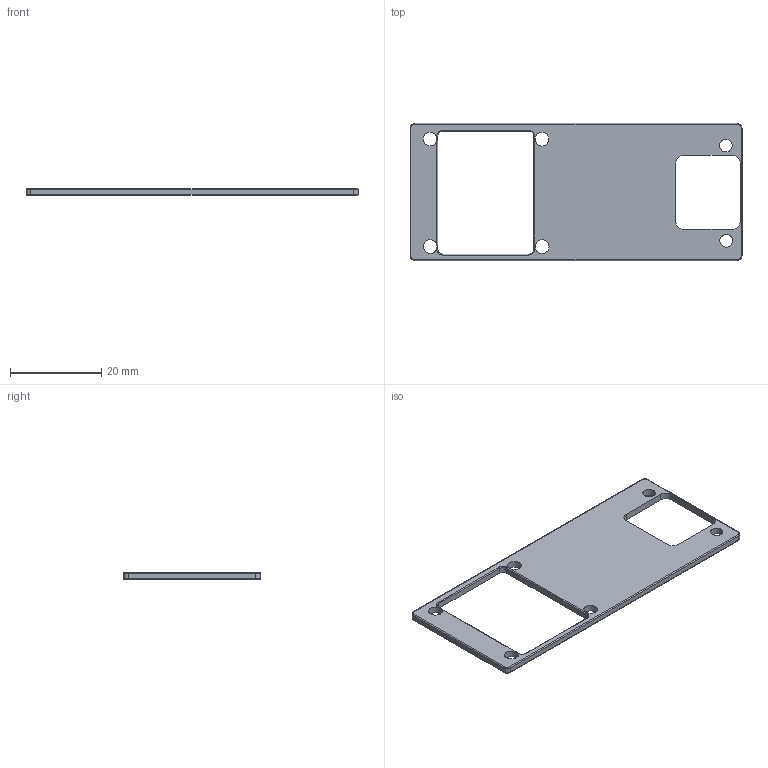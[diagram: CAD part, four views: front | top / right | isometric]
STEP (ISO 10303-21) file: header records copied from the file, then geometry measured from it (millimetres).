
FILE_DESCRIPTION(('FreeCAD Model'),'2;1');
FILE_NAME('Open CASCADE Shape Model','2025-04-21T20:06:37',(''),(''), 'Open CASCADE STEP processor 7.8','FreeCAD','Unknown');
FILE_SCHEMA(('AUTOMOTIVE_DESIGN { 1 0 10303 214 1 1 1 1 }'));
Length unit declared in the file: millimetre
Products named in the file (2): tcase; Body001
Assembly tree (1 placements, depth 2):
  tcase
    Body001
Bounding box: 72.58 x 29.97 x 1.5 mm (x, y, z)
Volume: 2014.2 mm3; surface area: 3263 mm2
Topology: 1 solids, 1 shells, 62 faces, 156 edges, 94 vertices
Faces by surface type: cylinder 32, plane 14, torus 12, bspline 4
Full cylindrical faces by diameter (mm): 2.75 x2, 3 x4
Entity records: 1970 total; most frequent: CARTESIAN_POINT 410, DIRECTION 338, ORIENTED_EDGE 312, EDGE_CURVE 156, AXIS2_PLACEMENT_3D 134, VERTEX_POINT 94, FACE_BOUND 76, EDGE_LOOP 76
